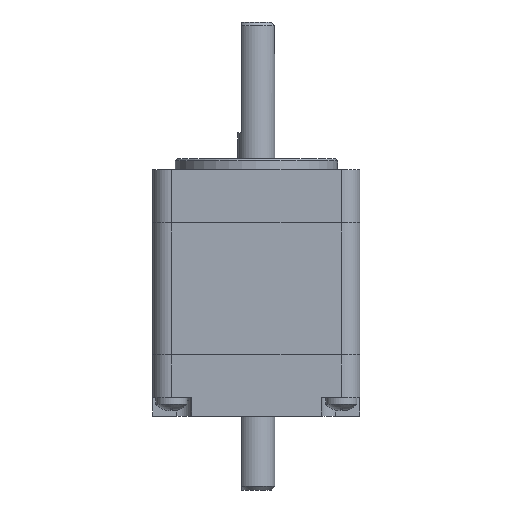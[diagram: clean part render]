
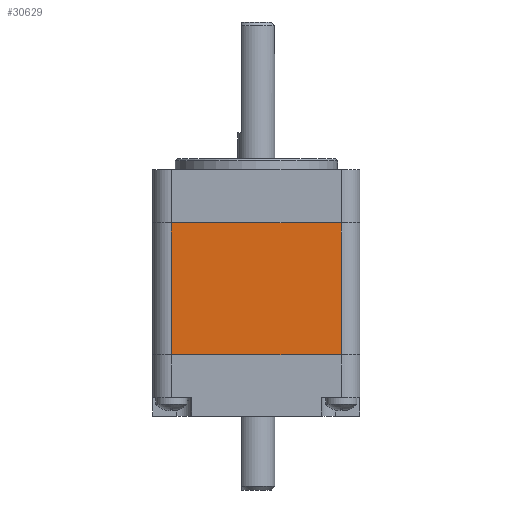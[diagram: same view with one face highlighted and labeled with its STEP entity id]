
A CAD part, front view. The second image highlights one B-rep face of the part: STEP entity #30629.
In plain terms, the highlighted planar face has unit normal (0, -1, 0).
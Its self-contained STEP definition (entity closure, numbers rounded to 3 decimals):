
#332=LINE('',#45451,#3468);
#511=LINE('',#46192,#3647);
#695=LINE('',#46938,#3831);
#696=LINE('',#46940,#3832);
#3468=VECTOR('',#35874,23.);
#3647=VECTOR('',#36437,23.);
#3831=VECTOR('',#37011,17.85);
#3832=VECTOR('',#37014,17.85);
#6542=PLANE('',#32786);
#7861=FACE_OUTER_BOUND('',#9607,.T.);
#9607=EDGE_LOOP('',(#21637,#21638,#21639,#21640));
#12878=VERTEX_POINT('',#45448);
#12879=VERTEX_POINT('',#45450);
#13248=VERTEX_POINT('',#46189);
#13249=VERTEX_POINT('',#46191);
#16052=EDGE_CURVE('',#12878,#12879,#332,.T.);
#16422=EDGE_CURVE('',#13249,#13248,#511,.T.);
#16796=EDGE_CURVE('',#12878,#13249,#695,.T.);
#16797=EDGE_CURVE('',#12879,#13248,#696,.T.);
#21637=ORIENTED_EDGE('',*,*,#16422,.T.);
#21638=ORIENTED_EDGE('',*,*,#16797,.F.);
#21639=ORIENTED_EDGE('',*,*,#16052,.F.);
#21640=ORIENTED_EDGE('',*,*,#16796,.T.);
#30629=ADVANCED_FACE('',(#7861),#6542,.F.);
#32786=AXIS2_PLACEMENT_3D('',#46939,#37012,#37013);
#35874=DIRECTION('',(0.,0.,-1.));
#36437=DIRECTION('',(0.,0.,-1.));
#37011=DIRECTION('',(-1.,0.,0.));
#37012=DIRECTION('center_axis',(0.,1.,0.));
#37013=DIRECTION('ref_axis',(0.,0.,1.));
#37014=DIRECTION('',(-1.,0.,0.));
#45448=CARTESIAN_POINT('',(17.85,-14.,11.5));
#45450=CARTESIAN_POINT('',(17.85,-14.,-11.5));
#45451=CARTESIAN_POINT('',(17.85,-14.,11.5));
#46189=CARTESIAN_POINT('',(0.,-14.,-11.5));
#46191=CARTESIAN_POINT('',(0.,-14.,11.5));
#46192=CARTESIAN_POINT('',(0.,-14.,11.5));
#46938=CARTESIAN_POINT('',(17.85,-14.,11.5));
#46939=CARTESIAN_POINT('Origin',(17.85,-14.,-11.5));
#46940=CARTESIAN_POINT('',(17.85,-14.,-11.5));
